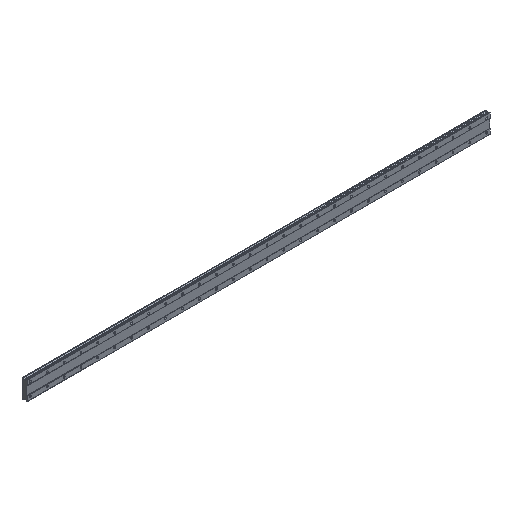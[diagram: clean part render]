
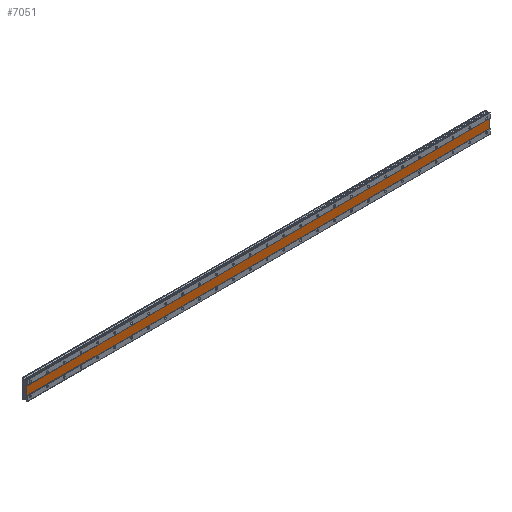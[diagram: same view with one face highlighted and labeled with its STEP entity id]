
A CAD part, isometric view. The second image highlights one B-rep face of the part: STEP entity #7051.
In plain terms, the highlighted planar face has unit normal (0, -1, 0).
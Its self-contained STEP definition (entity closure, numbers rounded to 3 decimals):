
#301 = VERTEX_POINT ( 'NONE', #4095 ) ;
#526 = EDGE_CURVE ( 'NONE', #301, #7298, #1283, .T. ) ;
#1106 = CARTESIAN_POINT ( 'NONE',  ( 2175., 1., -20. ) ) ;
#1159 = VERTEX_POINT ( 'NONE', #6360 ) ;
#1283 = LINE ( 'NONE', #4388, #8348 ) ;
#1626 = EDGE_CURVE ( 'NONE', #301, #6893, #4799, .T. ) ;
#1929 = DIRECTION ( 'NONE',  ( 0., 0., -1. ) ) ;
#2075 = ORIENTED_EDGE ( 'NONE', *, *, #7790, .F. ) ;
#2784 = DIRECTION ( 'NONE',  ( -1., 0., 0. ) ) ;
#2796 = ORIENTED_EDGE ( 'NONE', *, *, #1626, .F. ) ;
#3011 = CARTESIAN_POINT ( 'NONE',  ( 2175., 1., 20. ) ) ;
#3036 = CARTESIAN_POINT ( 'NONE',  ( 2175., 1., 44.91 ) ) ;
#3180 = VECTOR ( 'NONE', #6233, 1000. ) ;
#3484 = CARTESIAN_POINT ( 'NONE',  ( -15., 1., -20. ) ) ;
#3567 = AXIS2_PLACEMENT_3D ( 'NONE', #3011, #6705, #6803 ) ;
#3619 = LINE ( 'NONE', #3036, #4205 ) ;
#3799 = PLANE ( 'NONE',  #3567 ) ;
#4095 = CARTESIAN_POINT ( 'NONE',  ( -15., 1., 20. ) ) ;
#4205 = VECTOR ( 'NONE', #9071, 1000. ) ;
#4388 = CARTESIAN_POINT ( 'NONE',  ( -15., 1., 44.91 ) ) ;
#4799 = LINE ( 'NONE', #9323, #3180 ) ;
#5368 = FACE_OUTER_BOUND ( 'NONE', #9693, .T. ) ;
#5548 = EDGE_CURVE ( 'NONE', #1159, #7298, #6433, .T. ) ;
#5855 = ORIENTED_EDGE ( 'NONE', *, *, #5548, .F. ) ;
#6233 = DIRECTION ( 'NONE',  ( 1., 0., 0. ) ) ;
#6360 = CARTESIAN_POINT ( 'NONE',  ( 2175., 1., -20. ) ) ;
#6433 = LINE ( 'NONE', #1106, #9259 ) ;
#6705 = DIRECTION ( 'NONE',  ( 0., 1., 0. ) ) ;
#6803 = DIRECTION ( 'NONE',  ( 0., 0., 1. ) ) ;
#6893 = VERTEX_POINT ( 'NONE', #9463 ) ;
#7051 = ADVANCED_FACE ( 'NONE', ( #5368 ), #3799, .F. ) ;
#7298 = VERTEX_POINT ( 'NONE', #3484 ) ;
#7790 = EDGE_CURVE ( 'NONE', #6893, #1159, #3619, .T. ) ;
#8348 = VECTOR ( 'NONE', #1929, 1000. ) ;
#9071 = DIRECTION ( 'NONE',  ( 0., 0., -1. ) ) ;
#9249 = ORIENTED_EDGE ( 'NONE', *, *, #526, .T. ) ;
#9259 = VECTOR ( 'NONE', #2784, 1000. ) ;
#9323 = CARTESIAN_POINT ( 'NONE',  ( 2175., 1., 20. ) ) ;
#9463 = CARTESIAN_POINT ( 'NONE',  ( 2175., 1., 20. ) ) ;
#9693 = EDGE_LOOP ( 'NONE', ( #5855, #2075, #2796, #9249 ) ) ;
